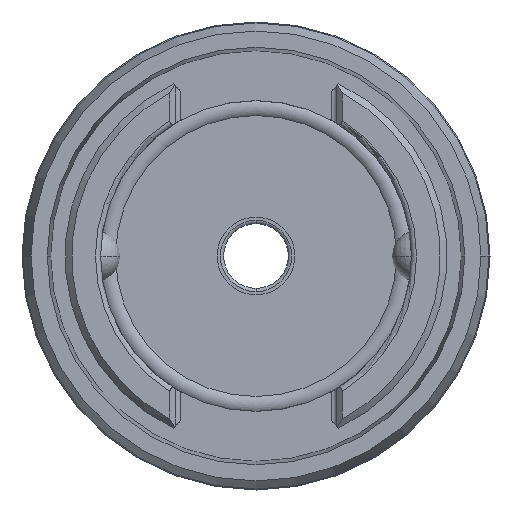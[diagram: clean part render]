
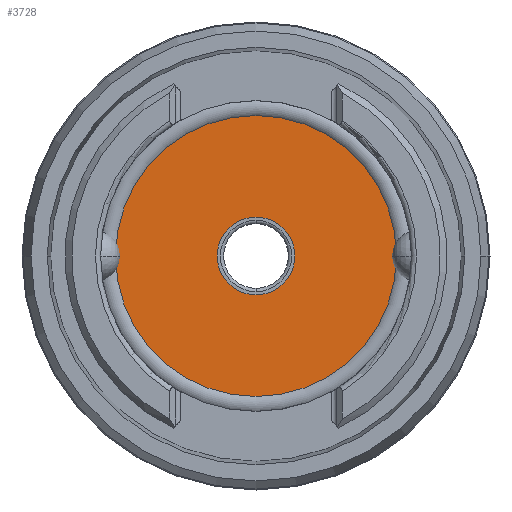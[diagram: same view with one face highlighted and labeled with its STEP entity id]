
A CAD part, front view. The second image highlights one B-rep face of the part: STEP entity #3728.
In plain terms, the highlighted planar face has unit normal (0, -1, 0).
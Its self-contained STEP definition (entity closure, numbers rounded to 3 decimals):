
#893=CARTESIAN_POINT('',(0.,53.5,0.));
#894=DIRECTION('',(0.,1.,0.));
#895=DIRECTION('',(1.,0.,0.));
#896=AXIS2_PLACEMENT_3D('',#893,#894,#895);
#898=CARTESIAN_POINT('',(0.,53.5,0.));
#899=DIRECTION('',(0.,-1.,0.));
#900=DIRECTION('',(1.,0.,0.));
#901=AXIS2_PLACEMENT_3D('',#898,#899,#900);
#903=CARTESIAN_POINT('',(0.,53.5,0.));
#904=DIRECTION('',(0.,1.,0.));
#905=DIRECTION('',(-1.,0.,0.));
#906=AXIS2_PLACEMENT_3D('',#903,#904,#905);
#913=CARTESIAN_POINT('',(0.,53.5,0.));
#914=DIRECTION('',(0.,1.,0.));
#915=DIRECTION('',(1.,0.,0.));
#916=AXIS2_PLACEMENT_3D('',#913,#914,#915);
#2627=CARTESIAN_POINT('',(6.,53.5,0.));
#2628=CARTESIAN_POINT('',(-6.,53.5,0.));
#2629=VERTEX_POINT('',#2627);
#2630=VERTEX_POINT('',#2628);
#2665=CARTESIAN_POINT('',(-21.706,53.5,0.));
#2666=CARTESIAN_POINT('',(21.706,53.5,0.));
#2667=VERTEX_POINT('',#2665);
#2668=VERTEX_POINT('',#2666);
#3713=CARTESIAN_POINT('',(0.,53.5,0.));
#3714=DIRECTION('',(0.,-1.,0.));
#3715=DIRECTION('',(-1.,0.,0.));
#3716=AXIS2_PLACEMENT_3D('',#3713,#3714,#3715);
#3717=PLANE('',#3716);
#3719=ORIENTED_EDGE('',*,*,#3718,.T.);
#3721=ORIENTED_EDGE('',*,*,#3720,.T.);
#3722=EDGE_LOOP('',(#3719,#3721));
#3723=FACE_OUTER_BOUND('',#3722,.F.);
#3724=ORIENTED_EDGE('',*,*,#3707,.F.);
#3725=ORIENTED_EDGE('',*,*,#3693,.T.);
#3726=EDGE_LOOP('',(#3724,#3725));
#3727=FACE_BOUND('',#3726,.F.);
#3728=ADVANCED_FACE('',(#3723,#3727),#3717,.T.);
#897=CIRCLE('',#896,6.);
#902=CIRCLE('',#901,6.);
#907=CIRCLE('',#906,21.706);
#917=CIRCLE('',#916,21.706);
#3693=EDGE_CURVE('',#2629,#2630,#902,.T.);
#3707=EDGE_CURVE('',#2629,#2630,#897,.T.);
#3718=EDGE_CURVE('',#2667,#2668,#907,.T.);
#3720=EDGE_CURVE('',#2668,#2667,#917,.T.);
